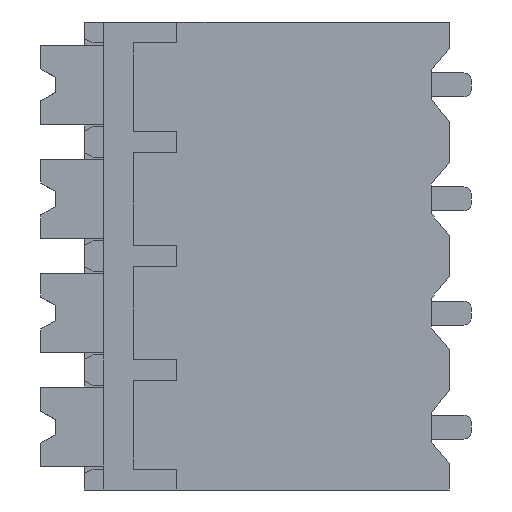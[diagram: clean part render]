
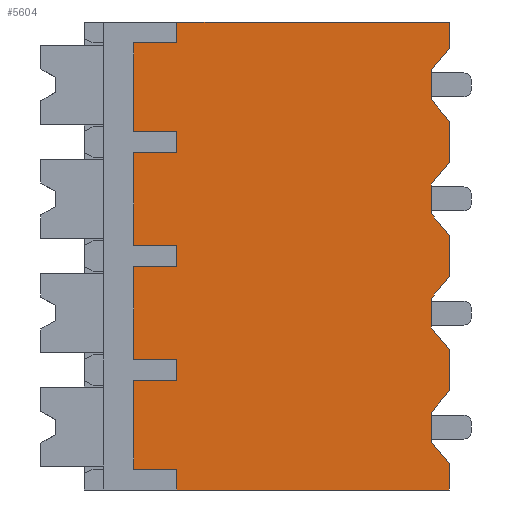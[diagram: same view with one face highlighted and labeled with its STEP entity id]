
A CAD part, left-side view. The second image highlights one B-rep face of the part: STEP entity #5604.
In plain terms, the highlighted planar face has unit normal (-1, 0, 0).
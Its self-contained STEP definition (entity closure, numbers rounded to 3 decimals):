
#50=DIRECTION('',(0.,-1.,0.));
#51=VECTOR('',#50,9.1);
#52=CARTESIAN_POINT('',(0.,9.1,-13.53));
#53=LINE('',#52,#51);
#482=DIRECTION('',(0.,0.,1.));
#483=VECTOR('',#482,0.71);
#484=CARTESIAN_POINT('',(0.,9.1,-9.88));
#485=LINE('',#484,#483);
#486=DIRECTION('',(0.,-1.,0.));
#487=VECTOR('',#486,1.45);
#488=CARTESIAN_POINT('',(0.,10.55,-9.17));
#489=LINE('',#488,#487);
#490=DIRECTION('',(0.,0.,1.));
#491=VECTOR('',#490,3.1);
#492=CARTESIAN_POINT('',(0.,10.55,-9.17));
#493=LINE('',#492,#491);
#494=DIRECTION('',(0.,1.,0.));
#495=VECTOR('',#494,1.45);
#496=CARTESIAN_POINT('',(0.,9.1,-6.07));
#497=LINE('',#496,#495);
#498=DIRECTION('',(0.,0.,1.));
#499=VECTOR('',#498,0.71);
#500=CARTESIAN_POINT('',(0.,9.1,-6.07));
#501=LINE('',#500,#499);
#502=DIRECTION('',(0.,-1.,0.));
#503=VECTOR('',#502,1.45);
#504=CARTESIAN_POINT('',(0.,10.55,-5.36));
#505=LINE('',#504,#503);
#506=DIRECTION('',(0.,0.,1.));
#507=VECTOR('',#506,3.1);
#508=CARTESIAN_POINT('',(0.,10.55,-5.36));
#509=LINE('',#508,#507);
#510=DIRECTION('',(0.,1.,0.));
#511=VECTOR('',#510,1.45);
#512=CARTESIAN_POINT('',(0.,9.1,-2.26));
#513=LINE('',#512,#511);
#514=DIRECTION('',(0.,0.,1.));
#515=VECTOR('',#514,0.71);
#516=CARTESIAN_POINT('',(0.,9.1,-2.26));
#517=LINE('',#516,#515);
#518=DIRECTION('',(0.,-1.,0.));
#519=VECTOR('',#518,1.45);
#520=CARTESIAN_POINT('',(0.,10.55,-1.55));
#521=LINE('',#520,#519);
#522=DIRECTION('',(0.,0.,1.));
#523=VECTOR('',#522,2.95);
#524=CARTESIAN_POINT('',(0.,10.55,-1.55));
#525=LINE('',#524,#523);
#526=DIRECTION('',(0.,1.,0.));
#527=VECTOR('',#526,1.45);
#528=CARTESIAN_POINT('',(0.,9.1,1.4));
#529=LINE('',#528,#527);
#530=DIRECTION('',(0.,0.,1.));
#531=VECTOR('',#530,0.7);
#532=CARTESIAN_POINT('',(0.,9.1,1.4));
#533=LINE('',#532,#531);
#534=DIRECTION('',(0.,-0.643,0.766));
#535=VECTOR('',#534,0.933);
#536=CARTESIAN_POINT('',(0.,0.6,0.5));
#537=LINE('',#536,#535);
#538=DIRECTION('',(0.,0.,1.));
#539=VECTOR('',#538,1.);
#540=CARTESIAN_POINT('',(0.,0.6,-0.5));
#541=LINE('',#540,#539);
#542=DIRECTION('',(0.,0.643,0.766));
#543=VECTOR('',#542,0.933);
#544=CARTESIAN_POINT('',(0.,0.,-1.215));
#545=LINE('',#544,#543);
#546=DIRECTION('',(0.,-0.643,0.766));
#547=VECTOR('',#546,0.933);
#548=CARTESIAN_POINT('',(0.,0.6,-3.31));
#549=LINE('',#548,#547);
#550=DIRECTION('',(0.,0.,1.));
#551=VECTOR('',#550,1.);
#552=CARTESIAN_POINT('',(0.,0.6,-4.31));
#553=LINE('',#552,#551);
#554=DIRECTION('',(0.,0.643,0.766));
#555=VECTOR('',#554,0.933);
#556=CARTESIAN_POINT('',(0.,0.,-5.025));
#557=LINE('',#556,#555);
#558=DIRECTION('',(0.,-0.643,0.766));
#559=VECTOR('',#558,0.933);
#560=CARTESIAN_POINT('',(0.,0.6,-7.12));
#561=LINE('',#560,#559);
#562=DIRECTION('',(0.,0.,1.));
#563=VECTOR('',#562,1.);
#564=CARTESIAN_POINT('',(0.,0.6,-8.12));
#565=LINE('',#564,#563);
#566=DIRECTION('',(0.,0.643,0.766));
#567=VECTOR('',#566,0.933);
#568=CARTESIAN_POINT('',(0.,0.,-8.835));
#569=LINE('',#568,#567);
#570=DIRECTION('',(0.,-0.643,0.766));
#571=VECTOR('',#570,0.933);
#572=CARTESIAN_POINT('',(0.,0.6,-10.93));
#573=LINE('',#572,#571);
#574=DIRECTION('',(0.,0.,1.));
#575=VECTOR('',#574,1.);
#576=CARTESIAN_POINT('',(0.,0.6,-11.93));
#577=LINE('',#576,#575);
#578=DIRECTION('',(0.,0.643,0.766));
#579=VECTOR('',#578,0.933);
#580=CARTESIAN_POINT('',(0.,0.,-12.645));
#581=LINE('',#580,#579);
#582=DIRECTION('',(0.,0.,1.));
#583=VECTOR('',#582,0.7);
#584=CARTESIAN_POINT('',(0.,9.1,-13.53));
#585=LINE('',#584,#583);
#586=DIRECTION('',(0.,-1.,0.));
#587=VECTOR('',#586,1.45);
#588=CARTESIAN_POINT('',(0.,10.55,-12.83));
#589=LINE('',#588,#587);
#590=DIRECTION('',(0.,0.,1.));
#591=VECTOR('',#590,2.95);
#592=CARTESIAN_POINT('',(0.,10.55,-12.83));
#593=LINE('',#592,#591);
#594=DIRECTION('',(0.,1.,0.));
#595=VECTOR('',#594,1.45);
#596=CARTESIAN_POINT('',(0.,9.1,-9.88));
#597=LINE('',#596,#595);
#1292=DIRECTION('',(0.,-1.,0.));
#1293=VECTOR('',#1292,9.1);
#1294=CARTESIAN_POINT('',(0.,9.1,2.1));
#1295=LINE('',#1294,#1293);
#1473=DIRECTION('',(0.,0.,1.));
#1474=VECTOR('',#1473,0.885);
#1475=CARTESIAN_POINT('',(0.,0.,1.215));
#1476=LINE('',#1475,#1474);
#1485=DIRECTION('',(0.,0.,1.));
#1486=VECTOR('',#1485,1.38);
#1487=CARTESIAN_POINT('',(0.,0.,-2.595));
#1488=LINE('',#1487,#1486);
#1505=DIRECTION('',(0.,0.,1.));
#1506=VECTOR('',#1505,1.38);
#1507=CARTESIAN_POINT('',(0.,0.,-6.405));
#1508=LINE('',#1507,#1506);
#1529=DIRECTION('',(0.,0.,1.));
#1530=VECTOR('',#1529,0.885);
#1531=CARTESIAN_POINT('',(0.,0.,-13.53));
#1532=LINE('',#1531,#1530);
#1537=DIRECTION('',(0.,0.,1.));
#1538=VECTOR('',#1537,1.38);
#1539=CARTESIAN_POINT('',(0.,0.,-10.215));
#1540=LINE('',#1539,#1538);
#3921=CARTESIAN_POINT('',(0.,9.1,-13.53));
#3922=VERTEX_POINT('',#3921);
#3923=CARTESIAN_POINT('',(0.,0.,-13.53));
#3924=VERTEX_POINT('',#3923);
#3949=CARTESIAN_POINT('',(0.,9.1,2.1));
#3950=VERTEX_POINT('',#3949);
#3951=CARTESIAN_POINT('',(0.,0.,2.1));
#3952=VERTEX_POINT('',#3951);
#4507=CARTESIAN_POINT('',(0.,9.1,1.4));
#4508=VERTEX_POINT('',#4507);
#4509=CARTESIAN_POINT('',(0.,10.55,1.4));
#4510=VERTEX_POINT('',#4509);
#4515=CARTESIAN_POINT('',(0.,9.1,-12.83));
#4516=VERTEX_POINT('',#4515);
#4517=CARTESIAN_POINT('',(0.,10.55,-12.83));
#4518=VERTEX_POINT('',#4517);
#4679=CARTESIAN_POINT('',(0.,0.,-1.215));
#4680=CARTESIAN_POINT('',(0.,0.6,-0.5));
#4681=VERTEX_POINT('',#4679);
#4682=VERTEX_POINT('',#4680);
#4683=CARTESIAN_POINT('',(0.,0.6,0.5));
#4684=VERTEX_POINT('',#4683);
#4685=CARTESIAN_POINT('',(0.,0.,1.215));
#4686=VERTEX_POINT('',#4685);
#4695=CARTESIAN_POINT('',(0.,0.,-5.025));
#4696=CARTESIAN_POINT('',(0.,0.6,-4.31));
#4697=VERTEX_POINT('',#4695);
#4698=VERTEX_POINT('',#4696);
#4699=CARTESIAN_POINT('',(0.,0.6,-3.31));
#4700=VERTEX_POINT('',#4699);
#4701=CARTESIAN_POINT('',(0.,0.,-2.595));
#4702=VERTEX_POINT('',#4701);
#4711=CARTESIAN_POINT('',(0.,0.,-8.835));
#4712=CARTESIAN_POINT('',(0.,0.6,-8.12));
#4713=VERTEX_POINT('',#4711);
#4714=VERTEX_POINT('',#4712);
#4715=CARTESIAN_POINT('',(0.,0.6,-7.12));
#4716=VERTEX_POINT('',#4715);
#4717=CARTESIAN_POINT('',(0.,0.,-6.405));
#4718=VERTEX_POINT('',#4717);
#4727=CARTESIAN_POINT('',(0.,0.,-12.645));
#4728=CARTESIAN_POINT('',(0.,0.6,-11.93));
#4729=VERTEX_POINT('',#4727);
#4730=VERTEX_POINT('',#4728);
#4731=CARTESIAN_POINT('',(0.,0.6,-10.93));
#4732=VERTEX_POINT('',#4731);
#4733=CARTESIAN_POINT('',(0.,0.,-10.215));
#4734=VERTEX_POINT('',#4733);
#5071=CARTESIAN_POINT('',(0.,9.1,-2.26));
#5072=VERTEX_POINT('',#5071);
#5073=CARTESIAN_POINT('',(0.,9.1,-1.55));
#5074=VERTEX_POINT('',#5073);
#5075=CARTESIAN_POINT('',(0.,10.55,-2.26));
#5076=VERTEX_POINT('',#5075);
#5077=CARTESIAN_POINT('',(0.,10.55,-1.55));
#5078=VERTEX_POINT('',#5077);
#5087=CARTESIAN_POINT('',(0.,9.1,-6.07));
#5088=VERTEX_POINT('',#5087);
#5089=CARTESIAN_POINT('',(0.,9.1,-5.36));
#5090=VERTEX_POINT('',#5089);
#5091=CARTESIAN_POINT('',(0.,10.55,-6.07));
#5092=VERTEX_POINT('',#5091);
#5093=CARTESIAN_POINT('',(0.,10.55,-5.36));
#5094=VERTEX_POINT('',#5093);
#5103=CARTESIAN_POINT('',(0.,9.1,-9.88));
#5104=VERTEX_POINT('',#5103);
#5105=CARTESIAN_POINT('',(0.,9.1,-9.17));
#5106=VERTEX_POINT('',#5105);
#5107=CARTESIAN_POINT('',(0.,10.55,-9.88));
#5108=VERTEX_POINT('',#5107);
#5109=CARTESIAN_POINT('',(0.,10.55,-9.17));
#5110=VERTEX_POINT('',#5109);
#5527=CARTESIAN_POINT('',(0.,9.1,-13.53));
#5528=DIRECTION('',(-1.,0.,0.));
#5529=DIRECTION('',(0.,-1.,0.));
#5530=AXIS2_PLACEMENT_3D('',#5527,#5528,#5529);
#5531=PLANE('',#5530);
#5533=ORIENTED_EDGE('',*,*,#5532,.T.);
#5535=ORIENTED_EDGE('',*,*,#5534,.F.);
#5537=ORIENTED_EDGE('',*,*,#5536,.T.);
#5539=ORIENTED_EDGE('',*,*,#5538,.F.);
#5541=ORIENTED_EDGE('',*,*,#5540,.T.);
#5543=ORIENTED_EDGE('',*,*,#5542,.F.);
#5545=ORIENTED_EDGE('',*,*,#5544,.T.);
#5547=ORIENTED_EDGE('',*,*,#5546,.F.);
#5549=ORIENTED_EDGE('',*,*,#5548,.T.);
#5551=ORIENTED_EDGE('',*,*,#5550,.F.);
#5553=ORIENTED_EDGE('',*,*,#5552,.T.);
#5555=ORIENTED_EDGE('',*,*,#5554,.F.);
#5557=ORIENTED_EDGE('',*,*,#5556,.T.);
#5559=ORIENTED_EDGE('',*,*,#5558,.T.);
#5561=ORIENTED_EDGE('',*,*,#5560,.F.);
#5563=ORIENTED_EDGE('',*,*,#5562,.F.);
#5565=ORIENTED_EDGE('',*,*,#5564,.F.);
#5567=ORIENTED_EDGE('',*,*,#5566,.F.);
#5569=ORIENTED_EDGE('',*,*,#5568,.F.);
#5571=ORIENTED_EDGE('',*,*,#5570,.F.);
#5573=ORIENTED_EDGE('',*,*,#5572,.F.);
#5575=ORIENTED_EDGE('',*,*,#5574,.F.);
#5577=ORIENTED_EDGE('',*,*,#5576,.F.);
#5579=ORIENTED_EDGE('',*,*,#5578,.F.);
#5581=ORIENTED_EDGE('',*,*,#5580,.F.);
#5583=ORIENTED_EDGE('',*,*,#5582,.F.);
#5585=ORIENTED_EDGE('',*,*,#5584,.F.);
#5587=ORIENTED_EDGE('',*,*,#5586,.F.);
#5589=ORIENTED_EDGE('',*,*,#5588,.F.);
#5590=ORIENTED_EDGE('',*,*,#5517,.F.);
#5592=ORIENTED_EDGE('',*,*,#5591,.F.);
#5593=ORIENTED_EDGE('',*,*,#5134,.F.);
#5595=ORIENTED_EDGE('',*,*,#5594,.T.);
#5597=ORIENTED_EDGE('',*,*,#5596,.F.);
#5599=ORIENTED_EDGE('',*,*,#5598,.T.);
#5601=ORIENTED_EDGE('',*,*,#5600,.F.);
#5602=EDGE_LOOP('',(#5533,#5535,#5537,#5539,#5541,#5543,#5545,#5547,#5549,#5551,
#5553,#5555,#5557,#5559,#5561,#5563,#5565,#5567,#5569,#5571,#5573,#5575,#5577,
#5579,#5581,#5583,#5585,#5587,#5589,#5590,#5592,#5593,#5595,#5597,#5599,#5601));
#5603=FACE_OUTER_BOUND('',#5602,.F.);
#5134=EDGE_CURVE('',#3922,#3924,#53,.T.);
#5517=EDGE_CURVE('',#4729,#4730,#581,.T.);
#5532=EDGE_CURVE('',#5104,#5106,#485,.T.);
#5534=EDGE_CURVE('',#5110,#5106,#489,.T.);
#5536=EDGE_CURVE('',#5110,#5092,#493,.T.);
#5538=EDGE_CURVE('',#5088,#5092,#497,.T.);
#5540=EDGE_CURVE('',#5088,#5090,#501,.T.);
#5542=EDGE_CURVE('',#5094,#5090,#505,.T.);
#5544=EDGE_CURVE('',#5094,#5076,#509,.T.);
#5546=EDGE_CURVE('',#5072,#5076,#513,.T.);
#5548=EDGE_CURVE('',#5072,#5074,#517,.T.);
#5550=EDGE_CURVE('',#5078,#5074,#521,.T.);
#5552=EDGE_CURVE('',#5078,#4510,#525,.T.);
#5554=EDGE_CURVE('',#4508,#4510,#529,.T.);
#5556=EDGE_CURVE('',#4508,#3950,#533,.T.);
#5558=EDGE_CURVE('',#3950,#3952,#1295,.T.);
#5560=EDGE_CURVE('',#4686,#3952,#1476,.T.);
#5562=EDGE_CURVE('',#4684,#4686,#537,.T.);
#5564=EDGE_CURVE('',#4682,#4684,#541,.T.);
#5566=EDGE_CURVE('',#4681,#4682,#545,.T.);
#5568=EDGE_CURVE('',#4702,#4681,#1488,.T.);
#5570=EDGE_CURVE('',#4700,#4702,#549,.T.);
#5572=EDGE_CURVE('',#4698,#4700,#553,.T.);
#5574=EDGE_CURVE('',#4697,#4698,#557,.T.);
#5576=EDGE_CURVE('',#4718,#4697,#1508,.T.);
#5578=EDGE_CURVE('',#4716,#4718,#561,.T.);
#5580=EDGE_CURVE('',#4714,#4716,#565,.T.);
#5582=EDGE_CURVE('',#4713,#4714,#569,.T.);
#5584=EDGE_CURVE('',#4734,#4713,#1540,.T.);
#5586=EDGE_CURVE('',#4732,#4734,#573,.T.);
#5588=EDGE_CURVE('',#4730,#4732,#577,.T.);
#5591=EDGE_CURVE('',#3924,#4729,#1532,.T.);
#5594=EDGE_CURVE('',#3922,#4516,#585,.T.);
#5596=EDGE_CURVE('',#4518,#4516,#589,.T.);
#5598=EDGE_CURVE('',#4518,#5108,#593,.T.);
#5600=EDGE_CURVE('',#5104,#5108,#597,.T.);
#5604=ADVANCED_FACE('',(#5603),#5531,.T.);
